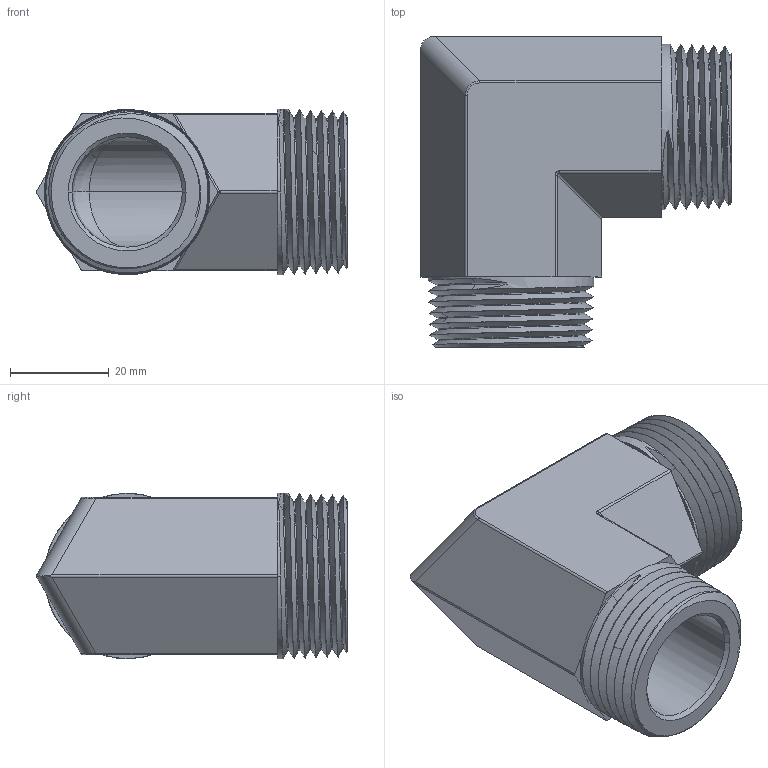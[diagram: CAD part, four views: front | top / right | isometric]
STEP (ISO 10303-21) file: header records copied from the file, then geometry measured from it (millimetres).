
FILE_DESCRIPTION((''),'2;1');
FILE_NAME('001_H-SML_MASTER','2025-07-07T15:47:21',('Administrator'),(''),'CREO PARAMETRIC BY PTC INC, 2020414','CREO PARAMETRIC BY PTC INC, 2020414','');
FILE_SCHEMA(('AUTOMOTIVE_DESIGN { 1 0 10303 214 1 1 1 1 }'));
Length unit declared in the file: millimetre
Products named in the file (1): 001_H-SML_MASTER
Bounding box: 62.78 x 62.78 x 33.4 mm (x, y, z)
Volume: 40238.4 mm3; surface area: 18527.1 mm2
Topology: 1 solids, 1 shells, 111 faces, 280 edges, 180 vertices
Faces by surface type: plane 42, cylinder 24, cone 24, bspline 21
Entity records: 15081 total; most frequent: CARTESIAN_POINT 11636, ORIENTED_EDGE 542, DIRECTION 435, PRESENTATION_STYLE_ASSIGNMENT 282, STYLED_ITEM 282, CURVE_STYLE 281, EDGE_CURVE 271, VERTEX_POINT 162
